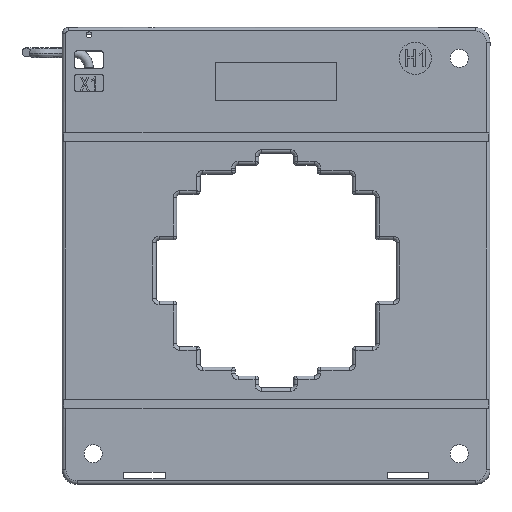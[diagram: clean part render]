
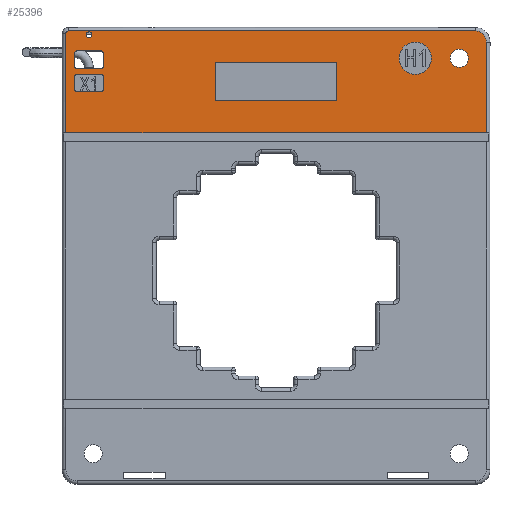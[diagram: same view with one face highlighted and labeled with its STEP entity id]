
A CAD part, top view. The second image highlights one B-rep face of the part: STEP entity #25396.
In plain terms, the highlighted planar face has unit normal (0, 0, 1).
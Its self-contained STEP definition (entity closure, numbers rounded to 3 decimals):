
#327=FACE_BOUND('',#2980,.T.);
#328=FACE_BOUND('',#2981,.T.);
#329=FACE_BOUND('',#2982,.T.);
#330=FACE_BOUND('',#2983,.T.);
#331=FACE_BOUND('',#2984,.T.);
#332=FACE_BOUND('',#2985,.T.);
#508=PLANE('',#27217);
#1477=FACE_OUTER_BOUND('',#2979,.T.);
#2979=EDGE_LOOP('',(#18391,#18392,#18393,#18394,#18395,#18396));
#2980=EDGE_LOOP('',(#18397,#18398,#18399,#18400));
#2981=EDGE_LOOP('',(#18401));
#2982=EDGE_LOOP('',(#18402));
#2983=EDGE_LOOP('',(#18403,#18404,#18405,#18406,#18407,#18408,#18409,#18410));
#2984=EDGE_LOOP('',(#18411,#18412,#18413,#18414,#18415,#18416,#18417,#18418));
#2985=EDGE_LOOP('',(#18419));
#4999=LINE('',#38560,#7759);
#5009=LINE('',#38602,#7769);
#5052=LINE('',#38730,#7812);
#5053=LINE('',#38733,#7813);
#5054=LINE('',#38736,#7814);
#5055=LINE('',#38738,#7815);
#5056=LINE('',#38740,#7816);
#5057=LINE('',#38741,#7817);
#5058=LINE('',#38744,#7818);
#5059=LINE('',#38748,#7819);
#5060=LINE('',#38752,#7820);
#5061=LINE('',#38756,#7821);
#5062=LINE('',#38760,#7822);
#5063=LINE('',#38764,#7823);
#5064=LINE('',#38768,#7824);
#5065=LINE('',#38772,#7825);
#7759=VECTOR('',#30676,1000.);
#7769=VECTOR('',#30710,1000.);
#7812=VECTOR('',#30801,1000.);
#7813=VECTOR('',#30804,1000.);
#7814=VECTOR('',#30805,1000.);
#7815=VECTOR('',#30806,1000.);
#7816=VECTOR('',#30807,1000.);
#7817=VECTOR('',#30808,1000.);
#7818=VECTOR('',#30809,1000.);
#7819=VECTOR('',#30812,1000.);
#7820=VECTOR('',#30815,1000.);
#7821=VECTOR('',#30818,1000.);
#7822=VECTOR('',#30821,1000.);
#7823=VECTOR('',#30824,1000.);
#7824=VECTOR('',#30827,1000.);
#7825=VECTOR('',#30830,1000.);
#9927=CIRCLE('',#26862,5.5);
#9944=CIRCLE('',#26883,3.1);
#9951=CIRCLE('',#26894,1.);
#10155=CIRCLE('',#27218,0.8);
#10156=CIRCLE('',#27219,3.8);
#10157=CIRCLE('',#27220,1.);
#10158=CIRCLE('',#27221,1.);
#10159=CIRCLE('',#27222,1.);
#10160=CIRCLE('',#27223,1.);
#10161=CIRCLE('',#27224,1.);
#10162=CIRCLE('',#27225,1.);
#10163=CIRCLE('',#27226,1.);
#10164=CIRCLE('',#27227,1.);
#10913=VERTEX_POINT('',#37036);
#10942=VERTEX_POINT('',#37102);
#10949=VERTEX_POINT('',#37124);
#11536=VERTEX_POINT('',#38557);
#11537=VERTEX_POINT('',#38559);
#11547=VERTEX_POINT('',#38580);
#11557=VERTEX_POINT('',#38600);
#11618=VERTEX_POINT('',#38728);
#11619=VERTEX_POINT('',#38731);
#11620=VERTEX_POINT('',#38734);
#11621=VERTEX_POINT('',#38735);
#11622=VERTEX_POINT('',#38737);
#11623=VERTEX_POINT('',#38739);
#11624=VERTEX_POINT('',#38742);
#11625=VERTEX_POINT('',#38743);
#11626=VERTEX_POINT('',#38745);
#11627=VERTEX_POINT('',#38747);
#11628=VERTEX_POINT('',#38749);
#11629=VERTEX_POINT('',#38751);
#11630=VERTEX_POINT('',#38753);
#11631=VERTEX_POINT('',#38755);
#11632=VERTEX_POINT('',#38758);
#11633=VERTEX_POINT('',#38759);
#11634=VERTEX_POINT('',#38761);
#11635=VERTEX_POINT('',#38763);
#11636=VERTEX_POINT('',#38765);
#11637=VERTEX_POINT('',#38767);
#11638=VERTEX_POINT('',#38769);
#11639=VERTEX_POINT('',#38771);
#13364=EDGE_CURVE('',#10913,#10913,#9927,.T.);
#13397=EDGE_CURVE('',#10942,#10942,#9944,.T.);
#13407=EDGE_CURVE('',#10949,#10949,#9951,.T.);
#14138=EDGE_CURVE('',#11537,#11536,#4999,.T.);
#14159=EDGE_CURVE('',#11547,#11557,#5009,.T.);
#14222=EDGE_CURVE('',#11618,#11537,#10155,.T.);
#14223=EDGE_CURVE('',#11547,#11536,#5052,.T.);
#14224=EDGE_CURVE('',#11557,#11619,#10156,.T.);
#14225=EDGE_CURVE('',#11619,#11618,#5053,.T.);
#14226=EDGE_CURVE('',#11620,#11621,#5054,.T.);
#14227=EDGE_CURVE('',#11622,#11620,#5055,.T.);
#14228=EDGE_CURVE('',#11623,#11622,#5056,.T.);
#14229=EDGE_CURVE('',#11621,#11623,#5057,.T.);
#14230=EDGE_CURVE('',#11624,#11625,#5058,.T.);
#14231=EDGE_CURVE('',#11626,#11624,#10157,.T.);
#14232=EDGE_CURVE('',#11627,#11626,#5059,.T.);
#14233=EDGE_CURVE('',#11628,#11627,#10158,.T.);
#14234=EDGE_CURVE('',#11629,#11628,#5060,.T.);
#14235=EDGE_CURVE('',#11630,#11629,#10159,.T.);
#14236=EDGE_CURVE('',#11631,#11630,#5061,.T.);
#14237=EDGE_CURVE('',#11625,#11631,#10160,.T.);
#14238=EDGE_CURVE('',#11632,#11633,#5062,.T.);
#14239=EDGE_CURVE('',#11634,#11632,#10161,.T.);
#14240=EDGE_CURVE('',#11635,#11634,#5063,.T.);
#14241=EDGE_CURVE('',#11636,#11635,#10162,.T.);
#14242=EDGE_CURVE('',#11637,#11636,#5064,.T.);
#14243=EDGE_CURVE('',#11638,#11637,#10163,.T.);
#14244=EDGE_CURVE('',#11639,#11638,#5065,.T.);
#14245=EDGE_CURVE('',#11633,#11639,#10164,.T.);
#18391=ORIENTED_EDGE('',*,*,#14222,.T.);
#18392=ORIENTED_EDGE('',*,*,#14138,.T.);
#18393=ORIENTED_EDGE('',*,*,#14223,.F.);
#18394=ORIENTED_EDGE('',*,*,#14159,.T.);
#18395=ORIENTED_EDGE('',*,*,#14224,.T.);
#18396=ORIENTED_EDGE('',*,*,#14225,.T.);
#18397=ORIENTED_EDGE('',*,*,#14226,.F.);
#18398=ORIENTED_EDGE('',*,*,#14227,.F.);
#18399=ORIENTED_EDGE('',*,*,#14228,.F.);
#18400=ORIENTED_EDGE('',*,*,#14229,.F.);
#18401=ORIENTED_EDGE('',*,*,#13364,.F.);
#18402=ORIENTED_EDGE('',*,*,#13407,.F.);
#18403=ORIENTED_EDGE('',*,*,#14230,.F.);
#18404=ORIENTED_EDGE('',*,*,#14231,.F.);
#18405=ORIENTED_EDGE('',*,*,#14232,.F.);
#18406=ORIENTED_EDGE('',*,*,#14233,.F.);
#18407=ORIENTED_EDGE('',*,*,#14234,.F.);
#18408=ORIENTED_EDGE('',*,*,#14235,.F.);
#18409=ORIENTED_EDGE('',*,*,#14236,.F.);
#18410=ORIENTED_EDGE('',*,*,#14237,.F.);
#18411=ORIENTED_EDGE('',*,*,#14238,.F.);
#18412=ORIENTED_EDGE('',*,*,#14239,.F.);
#18413=ORIENTED_EDGE('',*,*,#14240,.F.);
#18414=ORIENTED_EDGE('',*,*,#14241,.F.);
#18415=ORIENTED_EDGE('',*,*,#14242,.F.);
#18416=ORIENTED_EDGE('',*,*,#14243,.F.);
#18417=ORIENTED_EDGE('',*,*,#14244,.F.);
#18418=ORIENTED_EDGE('',*,*,#14245,.F.);
#18419=ORIENTED_EDGE('',*,*,#13397,.F.);
#25396=ADVANCED_FACE('',(#1477,#327,#328,#329,#330,#331,#332),#508,.T.);
#26862=AXIS2_PLACEMENT_3D('',#37038,#29457,#29458);
#26883=AXIS2_PLACEMENT_3D('',#37104,#29515,#29516);
#26894=AXIS2_PLACEMENT_3D('',#37125,#29540,#29541);
#27217=AXIS2_PLACEMENT_3D('',#38727,#30797,#30798);
#27218=AXIS2_PLACEMENT_3D('',#38729,#30799,#30800);
#27219=AXIS2_PLACEMENT_3D('',#38732,#30802,#30803);
#27220=AXIS2_PLACEMENT_3D('',#38746,#30810,#30811);
#27221=AXIS2_PLACEMENT_3D('',#38750,#30813,#30814);
#27222=AXIS2_PLACEMENT_3D('',#38754,#30816,#30817);
#27223=AXIS2_PLACEMENT_3D('',#38757,#30819,#30820);
#27224=AXIS2_PLACEMENT_3D('',#38762,#30822,#30823);
#27225=AXIS2_PLACEMENT_3D('',#38766,#30825,#30826);
#27226=AXIS2_PLACEMENT_3D('',#38770,#30828,#30829);
#27227=AXIS2_PLACEMENT_3D('',#38773,#30831,#30832);
#29457=DIRECTION('center_axis',(0.,0.,1.));
#29458=DIRECTION('ref_axis',(1.,0.,0.));
#29515=DIRECTION('center_axis',(0.,0.,1.));
#29516=DIRECTION('ref_axis',(1.,0.,0.));
#29540=DIRECTION('center_axis',(0.,0.,1.));
#29541=DIRECTION('ref_axis',(1.,0.,0.));
#30676=DIRECTION('',(0.,-1.,0.));
#30710=DIRECTION('',(0.,1.,0.));
#30797=DIRECTION('center_axis',(0.,0.,1.));
#30798=DIRECTION('ref_axis',(1.,0.,0.));
#30799=DIRECTION('center_axis',(0.,0.,1.));
#30800=DIRECTION('ref_axis',(1.,0.,0.));
#30801=DIRECTION('',(-1.,0.,0.));
#30802=DIRECTION('center_axis',(0.,0.,1.));
#30803=DIRECTION('ref_axis',(1.,0.,0.));
#30804=DIRECTION('',(-1.,0.,0.));
#30805=DIRECTION('',(0.,1.,0.));
#30806=DIRECTION('',(1.,0.,0.));
#30807=DIRECTION('',(0.,-1.,0.));
#30808=DIRECTION('',(-1.,0.,0.));
#30809=DIRECTION('',(0.,-1.,0.));
#30810=DIRECTION('center_axis',(0.,0.,1.));
#30811=DIRECTION('ref_axis',(1.,0.,0.));
#30812=DIRECTION('',(-1.,0.,0.));
#30813=DIRECTION('center_axis',(0.,0.,1.));
#30814=DIRECTION('ref_axis',(1.,0.,0.));
#30815=DIRECTION('',(0.,1.,0.));
#30816=DIRECTION('center_axis',(0.,0.,1.));
#30817=DIRECTION('ref_axis',(1.,0.,0.));
#30818=DIRECTION('',(1.,0.,0.));
#30819=DIRECTION('center_axis',(0.,0.,1.));
#30820=DIRECTION('ref_axis',(1.,0.,0.));
#30821=DIRECTION('',(0.,-1.,0.));
#30822=DIRECTION('center_axis',(0.,0.,1.));
#30823=DIRECTION('ref_axis',(1.,0.,0.));
#30824=DIRECTION('',(-1.,0.,0.));
#30825=DIRECTION('center_axis',(0.,0.,1.));
#30826=DIRECTION('ref_axis',(1.,0.,0.));
#30827=DIRECTION('',(0.,1.,0.));
#30828=DIRECTION('center_axis',(0.,0.,1.));
#30829=DIRECTION('ref_axis',(1.,0.,0.));
#30830=DIRECTION('',(1.,0.,0.));
#30831=DIRECTION('center_axis',(0.,0.,1.));
#30832=DIRECTION('ref_axis',(1.,0.,0.));
#37036=CARTESIAN_POINT('',(42.,72.5,16.));
#37038=CARTESIAN_POINT('Origin',(47.5,72.5,16.));
#37102=CARTESIAN_POINT('',(59.4,72.5,16.));
#37104=CARTESIAN_POINT('Origin',(62.5,72.5,16.));
#37124=CARTESIAN_POINT('',(-62.9,80.5,16.));
#37125=CARTESIAN_POINT('Origin',(-63.9,80.5,16.));
#38557=CARTESIAN_POINT('',(-71.8,47.,16.));
#38559=CARTESIAN_POINT('',(-71.8,81.,16.));
#38560=CARTESIAN_POINT('',(-71.8,78.,16.));
#38580=CARTESIAN_POINT('',(71.8,47.,16.));
#38600=CARTESIAN_POINT('',(71.8,78.,16.));
#38602=CARTESIAN_POINT('',(71.8,78.,16.));
#38727=CARTESIAN_POINT('Origin',(68.,78.,16.));
#38728=CARTESIAN_POINT('',(-71.,81.8,16.));
#38729=CARTESIAN_POINT('Origin',(-71.,81.,16.));
#38730=CARTESIAN_POINT('',(72.,47.,16.));
#38731=CARTESIAN_POINT('',(68.,81.8,16.));
#38732=CARTESIAN_POINT('Origin',(68.,78.,16.));
#38733=CARTESIAN_POINT('',(68.,81.8,16.));
#38734=CARTESIAN_POINT('',(20.75,58.,16.));
#38735=CARTESIAN_POINT('',(20.75,71.,16.));
#38736=CARTESIAN_POINT('',(20.75,71.,16.));
#38737=CARTESIAN_POINT('',(-20.75,58.,16.));
#38738=CARTESIAN_POINT('',(-20.75,58.,16.));
#38739=CARTESIAN_POINT('',(-20.75,71.,16.));
#38740=CARTESIAN_POINT('',(-20.75,71.,16.));
#38741=CARTESIAN_POINT('',(-20.75,71.,16.));
#38742=CARTESIAN_POINT('',(-68.9,74.,16.));
#38743=CARTESIAN_POINT('',(-68.9,70.,16.));
#38744=CARTESIAN_POINT('',(-68.9,74.,16.));
#38745=CARTESIAN_POINT('',(-67.9,75.,16.));
#38746=CARTESIAN_POINT('Origin',(-67.9,74.,16.));
#38747=CARTESIAN_POINT('',(-59.9,75.,16.));
#38748=CARTESIAN_POINT('',(-59.9,75.,16.));
#38749=CARTESIAN_POINT('',(-58.9,74.,16.));
#38750=CARTESIAN_POINT('Origin',(-59.9,74.,16.));
#38751=CARTESIAN_POINT('',(-58.9,70.,16.));
#38752=CARTESIAN_POINT('',(-58.9,70.,16.));
#38753=CARTESIAN_POINT('',(-59.9,69.,16.));
#38754=CARTESIAN_POINT('Origin',(-59.9,70.,16.));
#38755=CARTESIAN_POINT('',(-67.9,69.,16.));
#38756=CARTESIAN_POINT('',(-67.9,69.,16.));
#38757=CARTESIAN_POINT('Origin',(-67.9,70.,16.));
#38758=CARTESIAN_POINT('',(-68.9,66.,16.));
#38759=CARTESIAN_POINT('',(-68.9,62.,16.));
#38760=CARTESIAN_POINT('',(-68.9,66.,16.));
#38761=CARTESIAN_POINT('',(-67.9,67.,16.));
#38762=CARTESIAN_POINT('Origin',(-67.9,66.,16.));
#38763=CARTESIAN_POINT('',(-59.9,67.,16.));
#38764=CARTESIAN_POINT('',(-59.9,67.,16.));
#38765=CARTESIAN_POINT('',(-58.9,66.,16.));
#38766=CARTESIAN_POINT('Origin',(-59.9,66.,16.));
#38767=CARTESIAN_POINT('',(-58.9,62.,16.));
#38768=CARTESIAN_POINT('',(-58.9,62.,16.));
#38769=CARTESIAN_POINT('',(-59.9,61.,16.));
#38770=CARTESIAN_POINT('Origin',(-59.9,62.,16.));
#38771=CARTESIAN_POINT('',(-67.9,61.,16.));
#38772=CARTESIAN_POINT('',(-67.9,61.,16.));
#38773=CARTESIAN_POINT('Origin',(-67.9,62.,16.));
